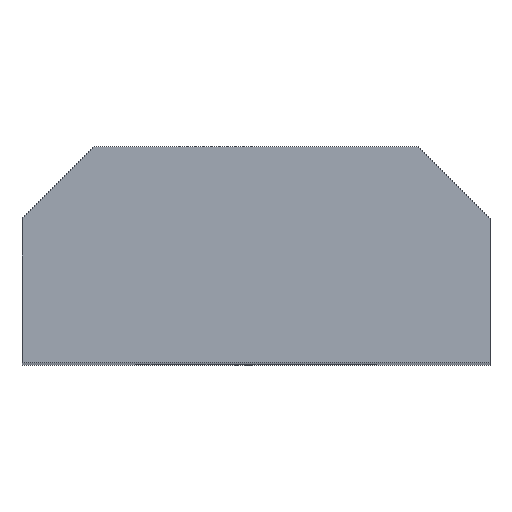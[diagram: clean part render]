
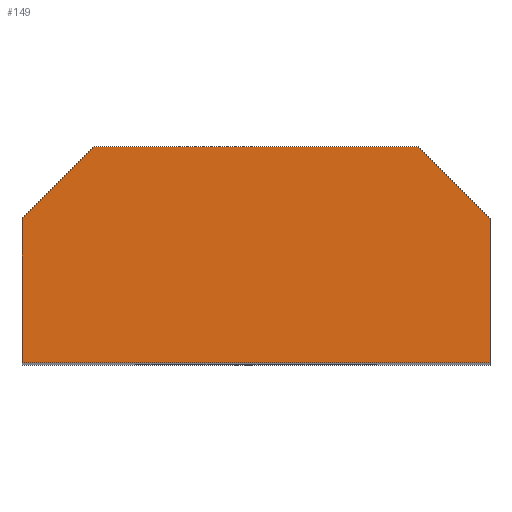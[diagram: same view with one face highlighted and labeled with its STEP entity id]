
A CAD part, top view. The second image highlights one B-rep face of the part: STEP entity #149.
In plain terms, the highlighted planar face has unit normal (0, 0, 1).
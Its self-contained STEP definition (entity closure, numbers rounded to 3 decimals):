
#149=ADVANCED_FACE('',(#161),#162,.T.);
#161=FACE_OUTER_BOUND('',#182,.T.);
#162=PLANE('',#183);
#182=EDGE_LOOP('',(#215,#216,#217,#218,#219,#220));
#183=AXIS2_PLACEMENT_3D('',#221,#222,#223);
#215=ORIENTED_EDGE('',*,*,#275,.T.);
#216=ORIENTED_EDGE('',*,*,#276,.T.);
#217=ORIENTED_EDGE('',*,*,#267,.T.);
#218=ORIENTED_EDGE('',*,*,#277,.T.);
#219=ORIENTED_EDGE('',*,*,#278,.T.);
#220=ORIENTED_EDGE('',*,*,#279,.T.);
#221=CARTESIAN_POINT('',(6.5,6.0,20.0));
#222=DIRECTION('',(0.,0.,1.0));
#223=DIRECTION('',(0.0,-1.0,0.));
#267=EDGE_CURVE('',#289,#286,#290,.T.);
#275=EDGE_CURVE('',#303,#304,#305,.T.);
#276=EDGE_CURVE('',#304,#289,#306,.T.);
#277=EDGE_CURVE('',#286,#307,#308,.T.);
#278=EDGE_CURVE('',#307,#309,#310,.F.);
#279=EDGE_CURVE('',#309,#303,#311,.T.);
#286=VERTEX_POINT('',#320);
#289=VERTEX_POINT('',#324);
#290=LINE('',#325,#326);
#303=VERTEX_POINT('',#346);
#304=VERTEX_POINT('',#347);
#305=LINE('',#348,#349);
#306=LINE('',#350,#351);
#307=VERTEX_POINT('',#352);
#308=LINE('',#353,#354);
#309=VERTEX_POINT('',#355);
#310=LINE('',#356,#357);
#311=LINE('',#358,#359);
#320=CARTESIAN_POINT('',(6.5,4.0,20.0));
#324=CARTESIAN_POINT('',(6.5,0.,20.0));
#325=CARTESIAN_POINT('',(6.5,0.,20.0));
#326=VECTOR('',#373,1.0);
#346=CARTESIAN_POINT('',(-6.5,4.0,20.0));
#347=CARTESIAN_POINT('',(-6.5,0.,20.0));
#348=CARTESIAN_POINT('',(-6.5,6.0,20.0));
#349=VECTOR('',#381,1.0);
#350=CARTESIAN_POINT('',(6.5,0.,20.0));
#351=VECTOR('',#382,1.0);
#352=CARTESIAN_POINT('',(4.5,6.0,20.0));
#353=CARTESIAN_POINT('',(6.5,4.0,20.0));
#354=VECTOR('',#383,1.0);
#355=CARTESIAN_POINT('',(-4.5,6.0,20.0));
#356=CARTESIAN_POINT('',(6.5,6.0,20.0));
#357=VECTOR('',#384,1.0);
#358=CARTESIAN_POINT('',(-4.5,6.0,20.0));
#359=VECTOR('',#385,1.0);
#373=DIRECTION('',(0.,1.0,0.));
#381=DIRECTION('',(0.0,-1.0,0.));
#382=DIRECTION('',(1.0,0.,0.));
#383=DIRECTION('',(-0.707,0.707,0.0));
#384=DIRECTION('',(1.0,0.,0.));
#385=DIRECTION('',(-0.707,-0.707,0.0));
